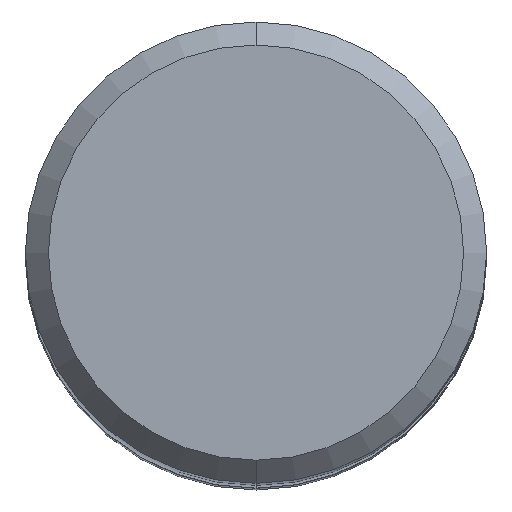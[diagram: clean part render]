
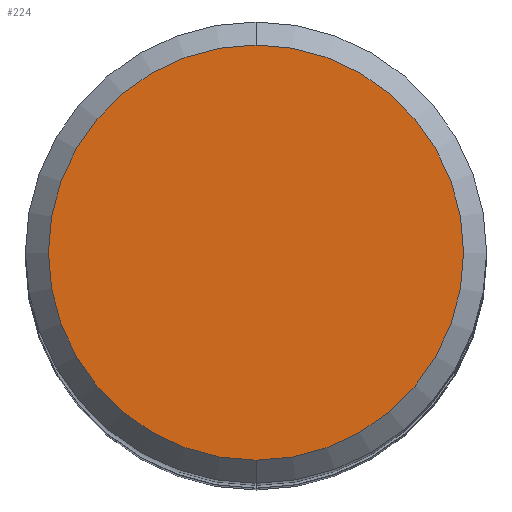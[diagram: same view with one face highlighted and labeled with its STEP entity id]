
A CAD part, top view. The second image highlights one B-rep face of the part: STEP entity #224.
In plain terms, the highlighted planar face has unit normal (0, 0, 1).
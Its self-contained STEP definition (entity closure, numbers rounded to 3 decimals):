
#190=EDGE_CURVE('',#228,#268,#391,.T.);
#224=ADVANCED_FACE('',(#430),#431,.T.);
#228=VERTEX_POINT('',#437);
#268=VERTEX_POINT('',#480);
#284=EDGE_CURVE('',#268,#228,#497,.T.);
#391=CIRCLE('',#621,9.0);
#430=FACE_OUTER_BOUND('',#671,.T.);
#431=PLANE('',#672);
#437=CARTESIAN_POINT('',(0.0,9.0,0.0));
#480=CARTESIAN_POINT('',(0.,-9.0,0.0));
#497=CIRCLE('',#752,9.0);
#621=AXIS2_PLACEMENT_3D('',#876,#877,#878);
#671=EDGE_LOOP('',(#929,#930));
#672=AXIS2_PLACEMENT_3D('',#931,#932,#933);
#752=AXIS2_PLACEMENT_3D('',#1001,#1002,#1003);
#876=CARTESIAN_POINT('',(0.0,0.0,0.0));
#877=DIRECTION('',(0.0,0.0,-1.0));
#878=DIRECTION('',(0.0,1.0,0.0));
#929=ORIENTED_EDGE('',*,*,#190,.F.);
#930=ORIENTED_EDGE('',*,*,#284,.F.);
#931=CARTESIAN_POINT('',(0.0,4.5,0.0));
#932=DIRECTION('',(-0.0,0.0,1.0));
#933=DIRECTION('',(0.0,-1.0,0.0));
#1001=CARTESIAN_POINT('',(0.0,0.0,0.0));
#1002=DIRECTION('',(0.0,0.0,-1.0));
#1003=DIRECTION('',(0.0,1.0,0.0));
